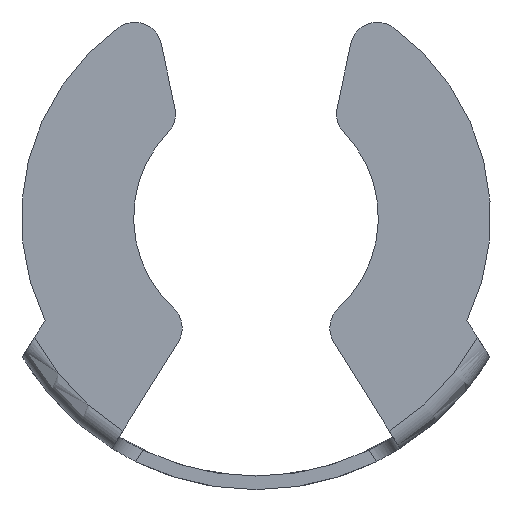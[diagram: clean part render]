
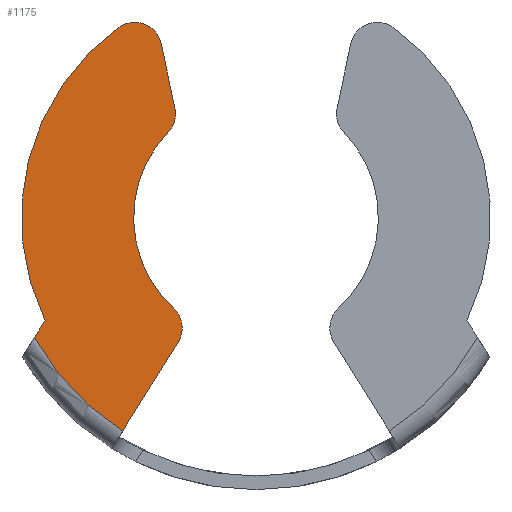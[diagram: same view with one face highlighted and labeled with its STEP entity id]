
A CAD part, front view. The second image highlights one B-rep face of the part: STEP entity #1175.
In plain terms, the highlighted planar face has unit normal (0, -1, 0).
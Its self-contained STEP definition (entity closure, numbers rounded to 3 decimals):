
#15 = DIRECTION ( 'NONE',  ( 0., 1., 0. ) ) ;
#19 = DIRECTION ( 'NONE',  ( 0., 0., 1. ) ) ;
#21 = AXIS2_PLACEMENT_3D ( 'NONE', #613, #512, #325 ) ;
#28 = CARTESIAN_POINT ( 'NONE',  ( -8.924, 0., 12.366 ) ) ;
#36 = CIRCLE ( 'NONE', #504, 9. ) ;
#55 = AXIS2_PLACEMENT_3D ( 'NONE', #836, #1035, #931 ) ;
#69 = CIRCLE ( 'NONE', #1112, 17.25 ) ;
#85 = EDGE_CURVE ( 'NONE', #794, #130, #1170, .T. ) ;
#87 = CARTESIAN_POINT ( 'NONE',  ( -6.968, 0., 12.782 ) ) ;
#103 = ORIENTED_EDGE ( 'NONE', *, *, #498, .T. ) ;
#127 = CARTESIAN_POINT ( 'NONE',  ( -10.095, 0., 13.988 ) ) ;
#130 = VERTEX_POINT ( 'NONE', #470 ) ;
#149 = PLANE ( 'NONE',  #21 ) ;
#157 = CARTESIAN_POINT ( 'NONE',  ( -7.919, 0., 7.635 ) ) ;
#188 = VERTEX_POINT ( 'NONE', #1061 ) ;
#217 = ORIENTED_EDGE ( 'NONE', *, *, #85, .T. ) ;
#254 = AXIS2_PLACEMENT_3D ( 'NONE', #810, #637, #346 ) ;
#273 = VECTOR ( 'NONE', #321, 1000. ) ;
#279 = CARTESIAN_POINT ( 'NONE',  ( -15.504, 0., -7.562 ) ) ;
#316 = ORIENTED_EDGE ( 'NONE', *, *, #970, .F. ) ;
#321 = DIRECTION ( 'NONE',  ( -0.53, 0., -0.848 ) ) ;
#325 = DIRECTION ( 'NONE',  ( 0., 0., 1. ) ) ;
#331 = CIRCLE ( 'NONE', #349, 2. ) ;
#345 = VERTEX_POINT ( 'NONE', #732 ) ;
#346 = DIRECTION ( 'NONE',  ( 0., 0., 1. ) ) ;
#349 = AXIS2_PLACEMENT_3D ( 'NONE', #157, #526, #815 ) ;
#357 = LINE ( 'NONE', #625, #580 ) ;
#372 = CIRCLE ( 'NONE', #254, 2. ) ;
#377 = EDGE_CURVE ( 'NONE', #794, #679, #420, .T. ) ;
#382 = DIRECTION ( 'NONE',  ( 0., -1., 0. ) ) ;
#386 = VERTEX_POINT ( 'NONE', #127 ) ;
#387 = CARTESIAN_POINT ( 'NONE',  ( 0., 0., 0. ) ) ;
#391 = DIRECTION ( 'NONE',  ( 0., -1., 0. ) ) ;
#406 = DIRECTION ( 'NONE',  ( 0.53, 0., 0.848 ) ) ;
#420 = LINE ( 'NONE', #687, #982 ) ;
#470 = CARTESIAN_POINT ( 'NONE',  ( -9.804, 0., -15.689 ) ) ;
#474 = EDGE_CURVE ( 'NONE', #950, #345, #357, .T. ) ;
#487 = CARTESIAN_POINT ( 'NONE',  ( -16.275, 0., -8.796 ) ) ;
#498 = EDGE_CURVE ( 'NONE', #603, #188, #372, .T. ) ;
#504 = AXIS2_PLACEMENT_3D ( 'NONE', #387, #391, #776 ) ;
#512 = DIRECTION ( 'NONE',  ( 0., 1., 0. ) ) ;
#526 = DIRECTION ( 'NONE',  ( 0., -1., 0. ) ) ;
#580 = VECTOR ( 'NONE', #733, 1000. ) ;
#590 = CARTESIAN_POINT ( 'NONE',  ( -10.598, 0., -16.961 ) ) ;
#603 = VERTEX_POINT ( 'NONE', #1020 ) ;
#613 = CARTESIAN_POINT ( 'NONE',  ( 0., 0., 0. ) ) ;
#625 = CARTESIAN_POINT ( 'NONE',  ( -7.548, 0., 15.511 ) ) ;
#637 = DIRECTION ( 'NONE',  ( 0., -1., 0. ) ) ;
#679 = VERTEX_POINT ( 'NONE', #279 ) ;
#682 = ORIENTED_EDGE ( 'NONE', *, *, #762, .F. ) ;
#687 = CARTESIAN_POINT ( 'NONE',  ( -17.179, 0., -10.242 ) ) ;
#732 = CARTESIAN_POINT ( 'NONE',  ( -5.962, 0., 8.051 ) ) ;
#733 = DIRECTION ( 'NONE',  ( 0.208, 0., -0.978 ) ) ;
#747 = VERTEX_POINT ( 'NONE', #1140 ) ;
#758 = ORIENTED_EDGE ( 'NONE', *, *, #377, .F. ) ;
#762 = EDGE_CURVE ( 'NONE', #747, #188, #36, .T. ) ;
#775 = FACE_OUTER_BOUND ( 'NONE', #953, .T. ) ;
#776 = DIRECTION ( 'NONE',  ( 0., 0., 1. ) ) ;
#781 = EDGE_CURVE ( 'NONE', #950, #386, #825, .T. ) ;
#794 = VERTEX_POINT ( 'NONE', #487 ) ;
#810 = CARTESIAN_POINT ( 'NONE',  ( -7.428, 0., -8.113 ) ) ;
#815 = DIRECTION ( 'NONE',  ( 0., 0., 1. ) ) ;
#825 = CIRCLE ( 'NONE', #985, 2. ) ;
#836 = CARTESIAN_POINT ( 'NONE',  ( 0., 0., 0. ) ) ;
#857 = DIRECTION ( 'NONE',  ( 0., 0., 1. ) ) ;
#931 = DIRECTION ( 'NONE',  ( 0., 0., 1. ) ) ;
#950 = VERTEX_POINT ( 'NONE', #87 ) ;
#953 = EDGE_LOOP ( 'NONE', ( #758, #217, #977, #103, #682, #1059, #1078, #1160, #316 ) ) ;
#954 = CARTESIAN_POINT ( 'NONE',  ( 0., 0., 0. ) ) ;
#960 = EDGE_CURVE ( 'NONE', #747, #345, #331, .T. ) ;
#970 = EDGE_CURVE ( 'NONE', #679, #386, #69, .T. ) ;
#977 = ORIENTED_EDGE ( 'NONE', *, *, #1142, .F. ) ;
#982 = VECTOR ( 'NONE', #406, 1000. ) ;
#985 = AXIS2_PLACEMENT_3D ( 'NONE', #28, #382, #19 ) ;
#1020 = CARTESIAN_POINT ( 'NONE',  ( -5.732, 0., -9.173 ) ) ;
#1035 = DIRECTION ( 'NONE',  ( 0., -1., 0. ) ) ;
#1059 = ORIENTED_EDGE ( 'NONE', *, *, #960, .T. ) ;
#1061 = CARTESIAN_POINT ( 'NONE',  ( -6.077, 0., -6.638 ) ) ;
#1078 = ORIENTED_EDGE ( 'NONE', *, *, #474, .F. ) ;
#1112 = AXIS2_PLACEMENT_3D ( 'NONE', #954, #15, #857 ) ;
#1140 = CARTESIAN_POINT ( 'NONE',  ( -6.479, 0., 6.247 ) ) ;
#1142 = EDGE_CURVE ( 'NONE', #603, #130, #1166, .T. ) ;
#1160 = ORIENTED_EDGE ( 'NONE', *, *, #781, .T. ) ;
#1166 = LINE ( 'NONE', #590, #273 ) ;
#1170 = CIRCLE ( 'NONE', #55, 18.5 ) ;
#1175 = ADVANCED_FACE ( 'NONE', ( #775 ), #149, .F. ) ;
